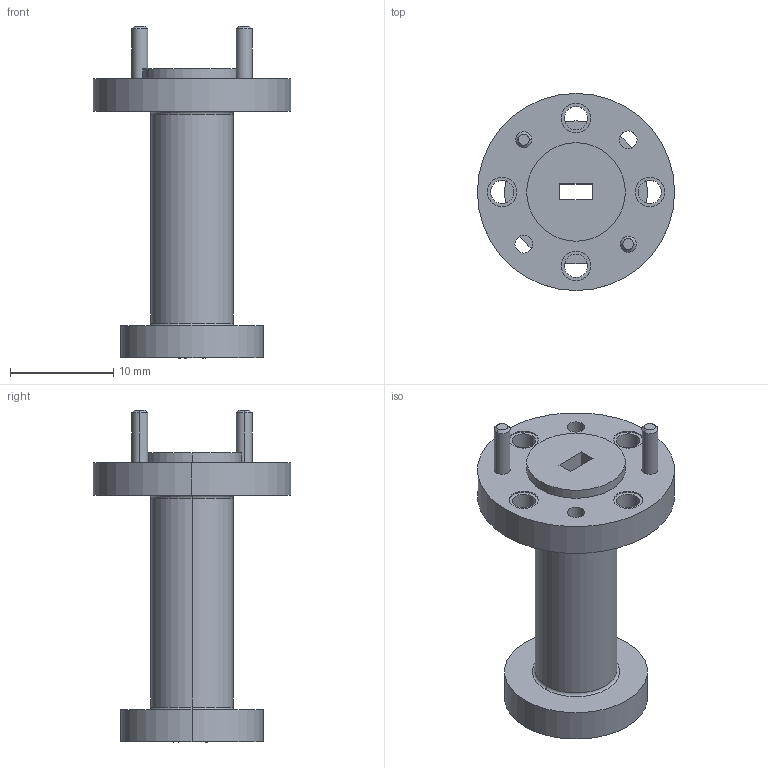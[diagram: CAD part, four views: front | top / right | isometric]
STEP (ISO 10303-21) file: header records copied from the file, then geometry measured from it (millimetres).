
FILE_DESCRIPTION (( 'STEP AP214' ), '1' );
FILE_NAME ('PEWAN1071-FMWAN1071.step', '2021-05-25T15:54:52', ( '' ), ( '' ), 'SwSTEP 2.0', 'SolidWorks 2020', '' );
FILE_SCHEMA (( 'AUTOMOTIVE_DESIGN' ));
Length unit declared in the file: inch
Products named in the file (1): PEWAN1071-FMWAN1071
Bounding box: 19.05 x 19.05 x 32.08 mm (x, y, z)
Volume: 1966.7 mm3; surface area: 2470.7 mm2
Topology: 1 solids, 1 shells, 89 faces, 192 edges, 124 vertices
Faces by surface type: cylinder 52, plane 25, torus 4, cone 4, bspline 4
Entity records: 2702 total; most frequent: CARTESIAN_POINT 542, DIRECTION 476, ORIENTED_EDGE 384, AXIS2_PLACEMENT_3D 202, EDGE_CURVE 192, VERTEX_POINT 124, EDGE_LOOP 122, CIRCLE 116
